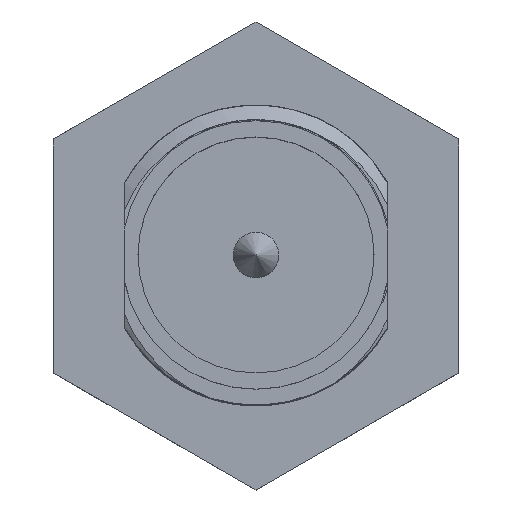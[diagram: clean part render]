
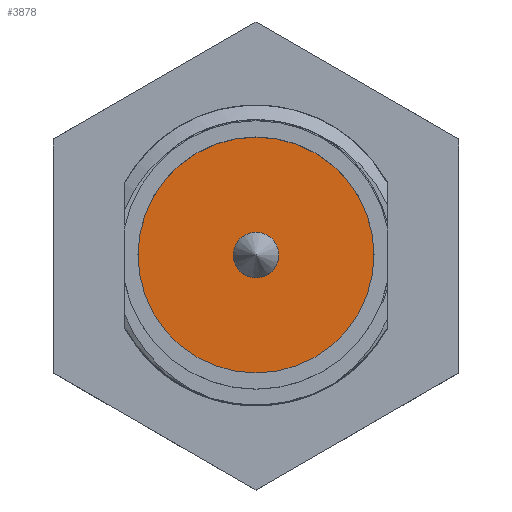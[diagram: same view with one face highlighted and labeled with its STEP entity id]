
A CAD part, top view. The second image highlights one B-rep face of the part: STEP entity #3878.
In plain terms, the highlighted planar face has unit normal (0, 0, 1).
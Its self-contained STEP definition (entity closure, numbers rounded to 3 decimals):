
#486=FACE_BOUND('',#937,.T.);
#509=PLANE('',#4045);
#720=FACE_OUTER_BOUND('',#936,.T.);
#936=EDGE_LOOP('',(#3568));
#937=EDGE_LOOP('',(#3569));
#1375=CIRCLE('',#4041,0.45);
#1377=CIRCLE('',#4044,2.33);
#1773=VERTEX_POINT('',#11212);
#1775=VERTEX_POINT('',#11218);
#2372=EDGE_CURVE('',#1773,#1773,#1375,.T.);
#2375=EDGE_CURVE('',#1775,#1775,#1377,.T.);
#3568=ORIENTED_EDGE('',*,*,#2375,.F.);
#3569=ORIENTED_EDGE('',*,*,#2372,.T.);
#3878=ADVANCED_FACE('',(#720,#486),#509,.T.);
#4041=AXIS2_PLACEMENT_3D('',#11214,#4547,#4548);
#4044=AXIS2_PLACEMENT_3D('',#11220,#4554,#4555);
#4045=AXIS2_PLACEMENT_3D('',#11221,#4556,#4557);
#4547=DIRECTION('center_axis',(0.,0.,-1.));
#4548=DIRECTION('ref_axis',(-1.,0.,0.));
#4554=DIRECTION('center_axis',(0.,0.,-1.));
#4555=DIRECTION('ref_axis',(-1.,0.,0.));
#4556=DIRECTION('center_axis',(0.,0.,1.));
#4557=DIRECTION('ref_axis',(-1.,0.,0.));
#11212=CARTESIAN_POINT('',(0.45,0.,8.93));
#11214=CARTESIAN_POINT('Origin',(0.,0.,8.93));
#11218=CARTESIAN_POINT('',(2.33,0.,8.93));
#11220=CARTESIAN_POINT('Origin',(0.,0.,8.93));
#11221=CARTESIAN_POINT('Origin',(0.,0.,8.93));
